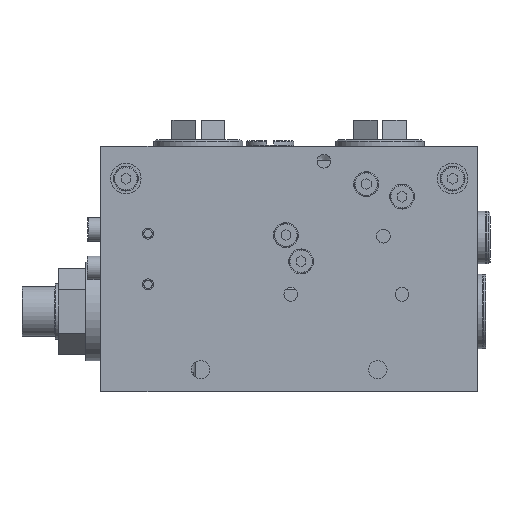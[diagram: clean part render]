
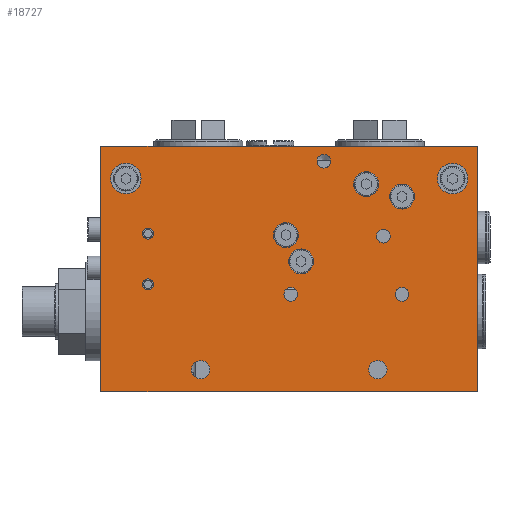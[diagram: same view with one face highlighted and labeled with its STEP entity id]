
A CAD part, front view. The second image highlights one B-rep face of the part: STEP entity #18727.
In plain terms, the highlighted planar face has unit normal (0, -1, 0).
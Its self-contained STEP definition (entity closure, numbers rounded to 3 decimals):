
#418=PLANE('',#20178);
#1249=CIRCLE('',#20032,2.459);
#1251=CIRCLE('',#20036,2.459);
#1253=CIRCLE('',#20039,2.459);
#1255=CIRCLE('',#20042,2.459);
#1257=CIRCLE('',#20045,3.324);
#1259=CIRCLE('',#20048,3.324);
#1261=CIRCLE('',#20051,2.);
#1263=CIRCLE('',#20054,2.);
#1346=CIRCLE('',#20179,2.067);
#1347=CIRCLE('',#20180,2.067);
#1348=CIRCLE('',#20181,2.067);
#1349=CIRCLE('',#20182,2.067);
#1350=CIRCLE('',#20183,5.5);
#1351=CIRCLE('',#20184,5.5);
#2402=ORIENTED_EDGE('',*,*,#5727,.T.);
#2403=ORIENTED_EDGE('',*,*,#5725,.T.);
#2404=ORIENTED_EDGE('',*,*,#5723,.T.);
#2405=ORIENTED_EDGE('',*,*,#5721,.T.);
#2406=ORIENTED_EDGE('',*,*,#5919,.T.);
#2407=ORIENTED_EDGE('',*,*,#5920,.T.);
#2408=ORIENTED_EDGE('',*,*,#5921,.T.);
#2409=ORIENTED_EDGE('',*,*,#5922,.T.);
#2410=ORIENTED_EDGE('',*,*,#5719,.T.);
#2411=ORIENTED_EDGE('',*,*,#5717,.T.);
#2412=ORIENTED_EDGE('',*,*,#5715,.T.);
#2413=ORIENTED_EDGE('',*,*,#5710,.T.);
#2414=ORIENTED_EDGE('',*,*,#5923,.T.);
#2415=ORIENTED_EDGE('',*,*,#5924,.T.);
#2416=ORIENTED_EDGE('',*,*,#5900,.T.);
#2417=ORIENTED_EDGE('',*,*,#5905,.T.);
#2418=ORIENTED_EDGE('',*,*,#5829,.T.);
#2419=ORIENTED_EDGE('',*,*,#5870,.T.);
#5710=EDGE_CURVE('',#7490,#7490,#1249,.T.);
#5715=EDGE_CURVE('',#7493,#7493,#1251,.T.);
#5717=EDGE_CURVE('',#7495,#7495,#1253,.T.);
#5719=EDGE_CURVE('',#7497,#7497,#1255,.T.);
#5721=EDGE_CURVE('',#7499,#7499,#1257,.T.);
#5723=EDGE_CURVE('',#7501,#7501,#1259,.T.);
#5725=EDGE_CURVE('',#7503,#7503,#1261,.T.);
#5727=EDGE_CURVE('',#7505,#7505,#1263,.T.);
#5829=EDGE_CURVE('',#7589,#7590,#8937,.T.);
#5870=EDGE_CURVE('',#7590,#7630,#8965,.T.);
#5900=EDGE_CURVE('',#7630,#7656,#8976,.T.);
#5905=EDGE_CURVE('',#7656,#7589,#8979,.T.);
#5919=EDGE_CURVE('',#7672,#7672,#1346,.T.);
#5920=EDGE_CURVE('',#7673,#7673,#1347,.T.);
#5921=EDGE_CURVE('',#7674,#7674,#1348,.T.);
#5922=EDGE_CURVE('',#7675,#7675,#1349,.T.);
#5923=EDGE_CURVE('',#7676,#7676,#1350,.T.);
#5924=EDGE_CURVE('',#7677,#7677,#1351,.T.);
#7490=VERTEX_POINT('',#27093);
#7493=VERTEX_POINT('',#27111);
#7495=VERTEX_POINT('',#27116);
#7497=VERTEX_POINT('',#27121);
#7499=VERTEX_POINT('',#27126);
#7501=VERTEX_POINT('',#27131);
#7503=VERTEX_POINT('',#27136);
#7505=VERTEX_POINT('',#27141);
#7589=VERTEX_POINT('',#27480);
#7590=VERTEX_POINT('',#27481);
#7630=VERTEX_POINT('',#27619);
#7656=VERTEX_POINT('',#27722);
#7672=VERTEX_POINT('',#27760);
#7673=VERTEX_POINT('',#27762);
#7674=VERTEX_POINT('',#27764);
#7675=VERTEX_POINT('',#27766);
#7676=VERTEX_POINT('',#27768);
#7677=VERTEX_POINT('',#27770);
#8937=LINE('',#27479,#9711);
#8965=LINE('',#27618,#9739);
#8976=LINE('',#27721,#9750);
#8979=LINE('',#27731,#9753);
#9711=VECTOR('',#22385,1000.);
#9739=VECTOR('',#22427,1000.);
#9750=VECTOR('',#22476,1000.);
#9753=VECTOR('',#22485,1000.);
#10566=EDGE_LOOP('',(#2402));
#10567=EDGE_LOOP('',(#2403));
#10568=EDGE_LOOP('',(#2404));
#10569=EDGE_LOOP('',(#2405));
#10570=EDGE_LOOP('',(#2406));
#10571=EDGE_LOOP('',(#2407));
#10572=EDGE_LOOP('',(#2408));
#10573=EDGE_LOOP('',(#2409));
#10574=EDGE_LOOP('',(#2410));
#10575=EDGE_LOOP('',(#2411));
#10576=EDGE_LOOP('',(#2412));
#10577=EDGE_LOOP('',(#2413));
#10578=EDGE_LOOP('',(#2414));
#10579=EDGE_LOOP('',(#2415));
#10580=EDGE_LOOP('',(#2416,#2417,#2418,#2419));
#12484=FACE_BOUND('',#10566,.T.);
#12485=FACE_BOUND('',#10567,.T.);
#12486=FACE_BOUND('',#10568,.T.);
#12487=FACE_BOUND('',#10569,.T.);
#12488=FACE_BOUND('',#10570,.T.);
#12489=FACE_BOUND('',#10571,.T.);
#12490=FACE_BOUND('',#10572,.T.);
#12491=FACE_BOUND('',#10573,.T.);
#12492=FACE_BOUND('',#10574,.T.);
#12493=FACE_BOUND('',#10575,.T.);
#12494=FACE_BOUND('',#10576,.T.);
#12495=FACE_BOUND('',#10577,.T.);
#12496=FACE_BOUND('',#10578,.T.);
#12497=FACE_BOUND('',#10579,.T.);
#12498=FACE_BOUND('',#10580,.T.);
#18727=ADVANCED_FACE('',(#12484,#12485,#12486,#12487,#12488,#12489,#12490,
#12491,#12492,#12493,#12494,#12495,#12496,#12497,#12498),#418,.T.);
#20032=AXIS2_PLACEMENT_3D('',#27092,#22142,#22143);
#20036=AXIS2_PLACEMENT_3D('',#27110,#22152,#22153);
#20039=AXIS2_PLACEMENT_3D('',#27115,#22158,#22159);
#20042=AXIS2_PLACEMENT_3D('',#27120,#22164,#22165);
#20045=AXIS2_PLACEMENT_3D('',#27125,#22170,#22171);
#20048=AXIS2_PLACEMENT_3D('',#27130,#22176,#22177);
#20051=AXIS2_PLACEMENT_3D('',#27135,#22182,#22183);
#20054=AXIS2_PLACEMENT_3D('',#27140,#22188,#22189);
#20178=AXIS2_PLACEMENT_3D('',#27758,#22513,#22514);
#20179=AXIS2_PLACEMENT_3D('',#27759,#22515,#22516);
#20180=AXIS2_PLACEMENT_3D('',#27761,#22517,#22518);
#20181=AXIS2_PLACEMENT_3D('',#27763,#22519,#22520);
#20182=AXIS2_PLACEMENT_3D('',#27765,#22521,#22522);
#20183=AXIS2_PLACEMENT_3D('',#27767,#22523,#22524);
#20184=AXIS2_PLACEMENT_3D('',#27769,#22525,#22526);
#22142=DIRECTION('',(0.,1.,0.));
#22143=DIRECTION('',(0.,0.,-1.));
#22152=DIRECTION('',(0.,1.,0.));
#22153=DIRECTION('',(0.,0.,-1.));
#22158=DIRECTION('',(0.,1.,0.));
#22159=DIRECTION('',(0.,0.,-1.));
#22164=DIRECTION('',(0.,1.,0.));
#22165=DIRECTION('',(0.,0.,-1.));
#22170=DIRECTION('',(0.,1.,0.));
#22171=DIRECTION('',(0.,0.,-1.));
#22176=DIRECTION('',(0.,1.,0.));
#22177=DIRECTION('',(0.,0.,-1.));
#22182=DIRECTION('',(0.,1.,0.));
#22183=DIRECTION('',(0.,0.,-1.));
#22188=DIRECTION('',(0.,1.,0.));
#22189=DIRECTION('',(0.,0.,-1.));
#22385=DIRECTION('',(0.,0.,1.));
#22427=DIRECTION('',(-1.,0.,0.));
#22476=DIRECTION('',(0.,0.,-1.));
#22485=DIRECTION('',(1.,0.,0.));
#22513=DIRECTION('',(0.,-1.,0.));
#22514=DIRECTION('',(0.,0.,-1.));
#22515=DIRECTION('',(0.,1.,0.));
#22516=DIRECTION('',(0.,0.,-1.));
#22517=DIRECTION('',(0.,1.,0.));
#22518=DIRECTION('',(0.,0.,-1.));
#22519=DIRECTION('',(0.,1.,0.));
#22520=DIRECTION('',(0.,0.,-1.));
#22521=DIRECTION('',(0.,1.,0.));
#22522=DIRECTION('',(0.,0.,-1.));
#22523=DIRECTION('',(0.,1.,0.));
#22524=DIRECTION('',(0.,0.,-1.));
#22525=DIRECTION('',(0.,1.,0.));
#22526=DIRECTION('',(0.,0.,-1.));
#27092=CARTESIAN_POINT('',(80.5,0.,83.25));
#27093=CARTESIAN_POINT('',(80.5,0.,80.792));
#27110=CARTESIAN_POINT('',(68.55,0.,35.2));
#27111=CARTESIAN_POINT('',(68.55,0.,32.742));
#27115=CARTESIAN_POINT('',(108.75,0.,35.2));
#27116=CARTESIAN_POINT('',(108.75,0.,32.742));
#27120=CARTESIAN_POINT('',(102.,0.,56.2));
#27121=CARTESIAN_POINT('',(102.,0.,53.742));
#27125=CARTESIAN_POINT('',(36.,0.,8.));
#27126=CARTESIAN_POINT('',(36.,0.,4.677));
#27130=CARTESIAN_POINT('',(100.,0.,8.));
#27131=CARTESIAN_POINT('',(100.,0.,4.677));
#27135=CARTESIAN_POINT('',(17.,0.,57.1));
#27136=CARTESIAN_POINT('',(17.,0.,55.1));
#27140=CARTESIAN_POINT('',(17.,0.,38.8));
#27141=CARTESIAN_POINT('',(17.,0.,36.8));
#27479=CARTESIAN_POINT('',(136.,0.,0.));
#27480=CARTESIAN_POINT('',(136.,0.,0.));
#27481=CARTESIAN_POINT('',(136.,0.,88.6));
#27618=CARTESIAN_POINT('',(136.,0.,88.6));
#27619=CARTESIAN_POINT('',(0.,0.,88.6));
#27721=CARTESIAN_POINT('',(0.,0.,88.6));
#27722=CARTESIAN_POINT('',(0.,0.,0.));
#27731=CARTESIAN_POINT('',(0.,0.,0.));
#27758=CARTESIAN_POINT('',(0.,0.,0.));
#27759=CARTESIAN_POINT('',(108.75,0.,70.5));
#27760=CARTESIAN_POINT('',(108.75,0.,68.433));
#27761=CARTESIAN_POINT('',(95.8,0.,75.));
#27762=CARTESIAN_POINT('',(95.8,0.,72.933));
#27763=CARTESIAN_POINT('',(66.8,0.,56.6));
#27764=CARTESIAN_POINT('',(66.8,0.,54.533));
#27765=CARTESIAN_POINT('',(72.3,0.,47.1));
#27766=CARTESIAN_POINT('',(72.3,0.,45.033));
#27767=CARTESIAN_POINT('',(127.,0.,77.));
#27768=CARTESIAN_POINT('',(127.,0.,71.5));
#27769=CARTESIAN_POINT('',(9.,0.,77.));
#27770=CARTESIAN_POINT('',(9.,0.,71.5));
